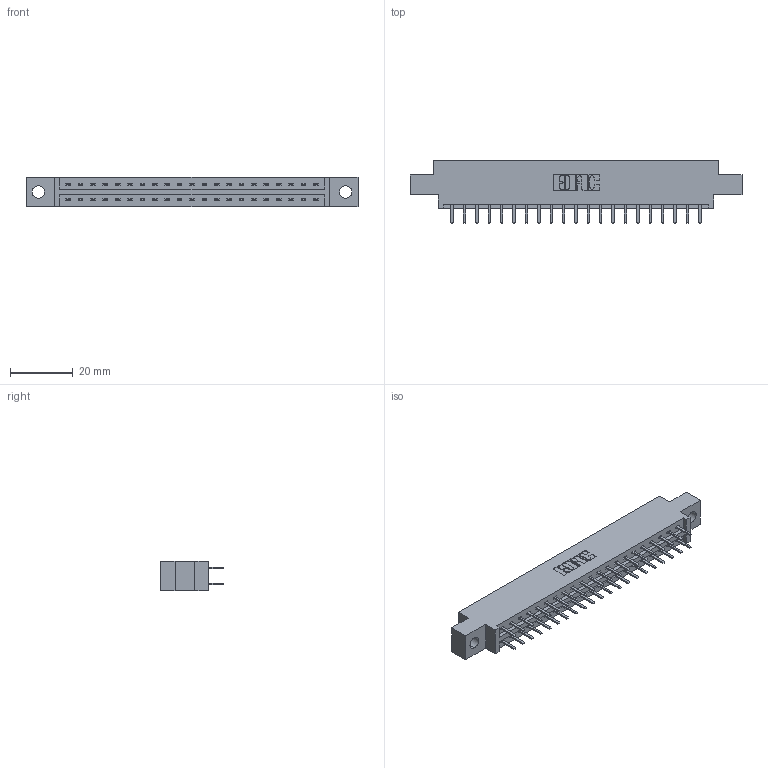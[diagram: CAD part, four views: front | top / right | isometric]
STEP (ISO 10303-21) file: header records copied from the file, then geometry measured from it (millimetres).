
FILE_DESCRIPTION (( 'STEP AP203' ), '1' );
FILE_NAME ('387-042-520-804.STEP', '2018-09-19T21:39:39', ( '' ), ( '' ), 'SwSTEP 2.0', 'SolidWorks 2016', '' );
FILE_SCHEMA (( 'CONFIG_CONTROL_DESIGN' ));
Length unit declared in the file: inch
Products named in the file (3): 337 Part_0.170 Offset - 0.156 Dia-TH; 345-292-001_345-293-120; 387-042-520-804
Assembly tree (43 placements, depth 2):
  387-042-520-804
    337 Part_0.170 Offset - 0.156 Dia-TH
    345-292-001_345-293-120  x42
Bounding box: 106.22 x 20.02 x 9.4 mm (x, y, z)
Volume: 10691.2 mm3; surface area: 11735.1 mm2
Topology: 43 solids, 43 shells, 2554 faces, 7421 edges, 4834 vertices
Faces by surface type: plane 1754, cylinder 800
Entity records: 19247 total; most frequent: CARTESIAN_POINT 3274, ORIENTED_EDGE 3198, DIRECTION 2811, EDGE_CURVE 1599, VECTOR 1467, LINE 1467, VERTEX_POINT 1062, AXIS2_PLACEMENT_3D 672
